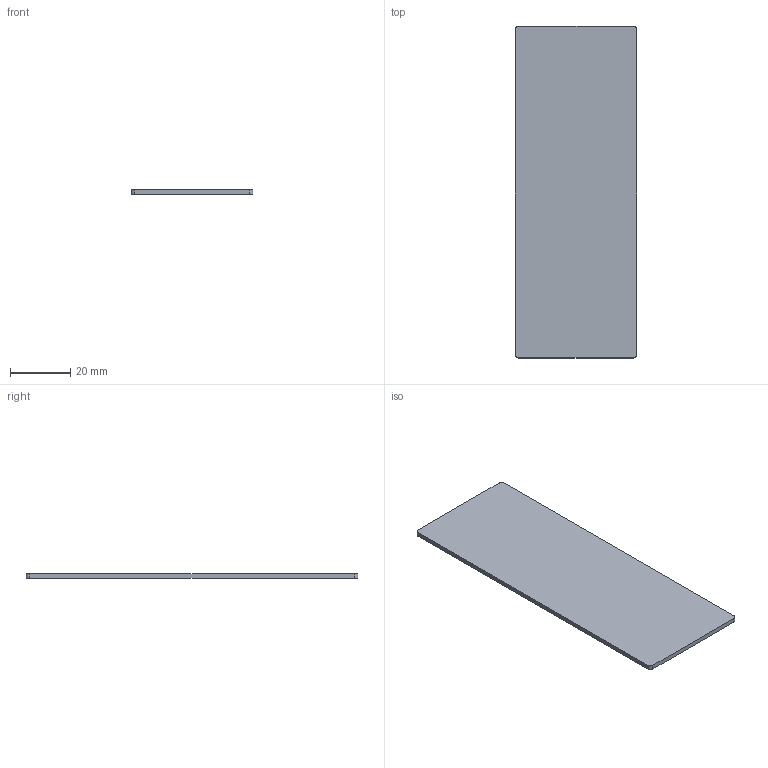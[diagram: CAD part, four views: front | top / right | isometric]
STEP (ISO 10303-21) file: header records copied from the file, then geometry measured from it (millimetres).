
FILE_DESCRIPTION (( 'STEP AP203' ), '1' );
FILE_NAME ('80554-ALU.step', '2017-08-09T13:54:58', ( '' ), ( '' ), 'SwSTEP 2.0', 'SolidWorks 2015', '' );
FILE_SCHEMA (( 'CONFIG_CONTROL_DESIGN' ));
Length unit declared in the file: millimetre
Products named in the file (1): 80554-ALU
Bounding box: 40.5 x 110.5 x 1.5 mm (x, y, z)
Volume: 6710.4 mm3; surface area: 9407.6 mm2
Topology: 1 solids, 1 shells, 238 faces, 633 edges, 422 vertices
Faces by surface type: plane 137, bspline 97, cylinder 4
Entity records: 12588 total; most frequent: CARTESIAN_POINT 7239, ORIENTED_EDGE 1266, DIRECTION 731, EDGE_CURVE 633, VECTOR 431, LINE 431, VERTEX_POINT 422, EDGE_LOOP 263
